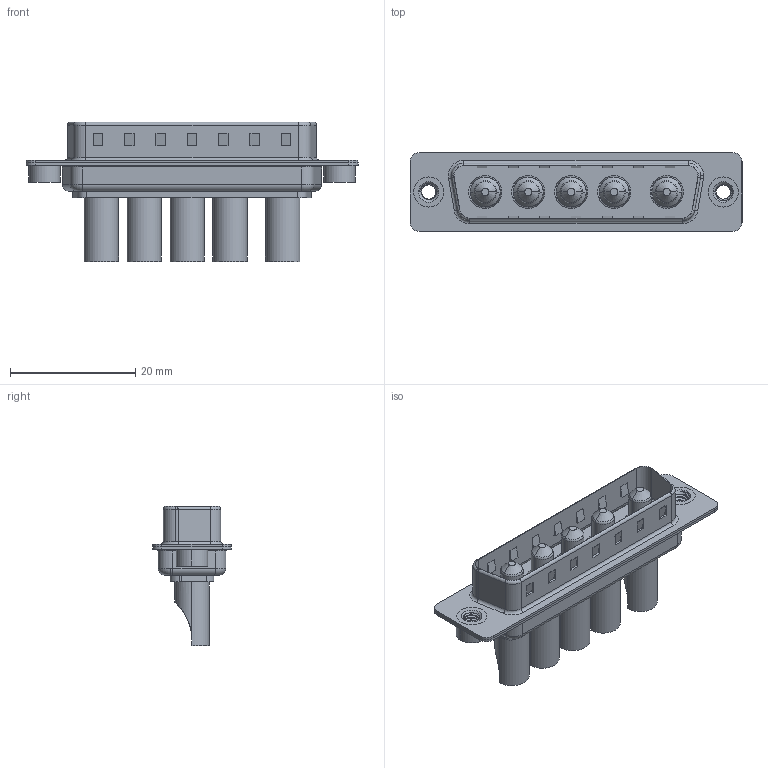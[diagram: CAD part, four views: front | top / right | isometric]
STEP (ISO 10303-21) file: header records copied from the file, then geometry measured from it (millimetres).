
FILE_DESCRIPTION (( 'STEP AP203' ), '1' );
FILE_NAME ('627-5W5-622-4TA.STEP', '2019-05-25T23:09:12', ( '' ), ( '' ), 'SwSTEP 2.0', 'SolidWorks 2016', '' );
FILE_SCHEMA (( 'CONFIG_CONTROL_DESIGN' ));
Length unit declared in the file: millimetre
Products named in the file (7): 627Combo Shell Rear_25 Contacts; 627Combo Shell Front_25 Contacts; 627Combo Threaded Rivet_A; Power Pin_40A SC; 627Combo Threaded Rivet_2; 627-5W5-622-4TA; 627Combo Housing_5W5
Assembly tree (10 placements, depth 2):
  627-5W5-622-4TA
    627Combo Housing_5W5
    627Combo Shell Rear_25 Contacts
    627Combo Shell Front_25 Contacts
    627Combo Threaded Rivet_A
    Power Pin_40A SC  x5
    627Combo Threaded Rivet_2
Bounding box: 53 x 12.6 x 22.3 mm (x, y, z)
Volume: 3263.2 mm3; surface area: 7368.8 mm2
Topology: 15 solids, 15 shells, 590 faces, 1434 edges, 885 vertices
Faces by surface type: cylinder 238, plane 231, torus 60, cone 45, bspline 16
Entity records: 17189 total; most frequent: CARTESIAN_POINT 5695, DIRECTION 2286, ORIENTED_EDGE 2188, EDGE_CURVE 1094, AXIS2_PLACEMENT_3D 836, VERTEX_POINT 689, LINE 614, VECTOR 614
